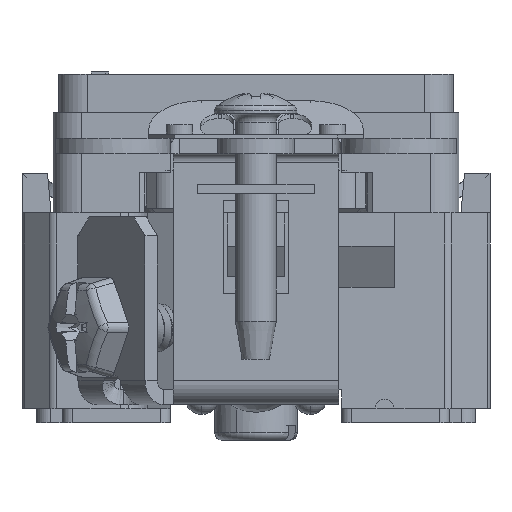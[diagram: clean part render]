
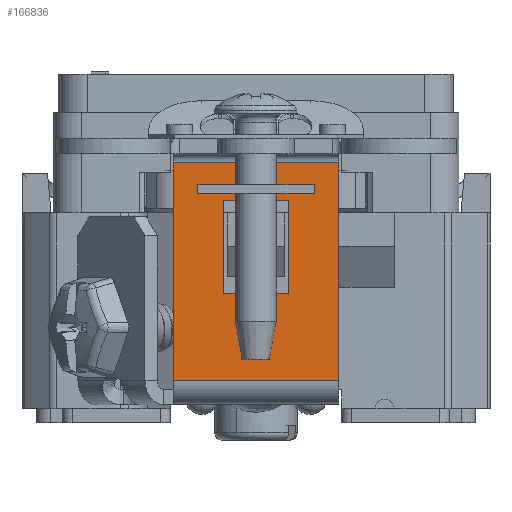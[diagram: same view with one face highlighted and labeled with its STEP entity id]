
A CAD part, front view. The second image highlights one B-rep face of the part: STEP entity #166836.
In plain terms, the highlighted planar face has unit normal (0, -1, 0).
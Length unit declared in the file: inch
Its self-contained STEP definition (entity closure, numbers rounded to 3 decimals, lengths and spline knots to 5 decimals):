
#1032 = CARTESIAN_POINT ( 'NONE',  ( 0., -1.353, 0.057 ) ) ;
#3353 = PLANE ( 'NONE',  #83007 ) ;
#8208 = LINE ( 'NONE', #84195, #166823 ) ;
#8243 = ORIENTED_EDGE ( 'NONE', *, *, #151542, .T. ) ;
#12987 = VECTOR ( 'NONE', #99240, 39.37008 ) ;
#16034 = EDGE_CURVE ( 'NONE', #86961, #192266, #8208, .T. ) ;
#17869 = LINE ( 'NONE', #119665, #38283 ) ;
#20829 = ORIENTED_EDGE ( 'NONE', *, *, #73846, .F. ) ;
#20919 = ORIENTED_EDGE ( 'NONE', *, *, #65159, .F. ) ;
#22001 = DIRECTION ( 'NONE',  ( 0., 0., 1. ) ) ;
#24709 = ORIENTED_EDGE ( 'NONE', *, *, #75264, .T. ) ;
#27439 = VERTEX_POINT ( 'NONE', #77548 ) ;
#28759 = CARTESIAN_POINT ( 'NONE',  ( 0.1075, -1.353, 0.057 ) ) ;
#32873 = EDGE_CURVE ( 'NONE', #175520, #102780, #38131, .T. ) ;
#33232 = EDGE_CURVE ( 'NONE', #192266, #87709, #172260, .T. ) ;
#36542 = CARTESIAN_POINT ( 'NONE',  ( 0.27, -1.353, 0.46 ) ) ;
#36918 = VECTOR ( 'NONE', #62645, 39.37008 ) ;
#37792 = LINE ( 'NONE', #113796, #103547 ) ;
#38131 = LINE ( 'NONE', #86516, #176307 ) ;
#38283 = VECTOR ( 'NONE', #180107, 39.37008 ) ;
#38751 = DIRECTION ( 'NONE',  ( 0., 0., -1. ) ) ;
#45036 = ORIENTED_EDGE ( 'NONE', *, *, #131459, .T. ) ;
#47037 = CARTESIAN_POINT ( 'NONE',  ( 0.27, -1.353, -0.258 ) ) ;
#47863 = CARTESIAN_POINT ( 'NONE',  ( -0.1075, -1.353, -0.258 ) ) ;
#48570 = VECTOR ( 'NONE', #90929, 39.37008 ) ;
#50924 = DIRECTION ( 'NONE',  ( 0., 0., -1. ) ) ;
#52549 = CARTESIAN_POINT ( 'NONE',  ( 0.27, -1.353, -0.263 ) ) ;
#54162 = CARTESIAN_POINT ( 'NONE',  ( 0.1075, -1.353, 0.362 ) ) ;
#55384 = ORIENTED_EDGE ( 'NONE', *, *, #103620, .F. ) ;
#56695 = VECTOR ( 'NONE', #70288, 39.37008 ) ;
#62645 = DIRECTION ( 'NONE',  ( 0., 0., -1. ) ) ;
#65159 = EDGE_CURVE ( 'NONE', #101495, #102780, #71264, .T. ) ;
#65850 = VECTOR ( 'NONE', #174193, 39.37008 ) ;
#69996 = ORIENTED_EDGE ( 'NONE', *, *, #16034, .T. ) ;
#70112 = CARTESIAN_POINT ( 'NONE',  ( 0.27, -1.353, 0.485 ) ) ;
#70288 = DIRECTION ( 'NONE',  ( -1., 0., 0. ) ) ;
#71264 = LINE ( 'NONE', #176119, #56695 ) ;
#73846 = EDGE_CURVE ( 'NONE', #133174, #78251, #169458, .T. ) ;
#75264 = EDGE_CURVE ( 'NONE', #133174, #81284, #117976, .T. ) ;
#77548 = CARTESIAN_POINT ( 'NONE',  ( -0.27, -1.353, 0.46 ) ) ;
#78251 = VERTEX_POINT ( 'NONE', #141571 ) ;
#81284 = VERTEX_POINT ( 'NONE', #54162 ) ;
#81774 = CARTESIAN_POINT ( 'NONE',  ( -0.27, -1.353, 0.335 ) ) ;
#83007 = AXIS2_PLACEMENT_3D ( 'NONE', #151693, #169466, #124856 ) ;
#84195 = CARTESIAN_POINT ( 'NONE',  ( 0.27, -1.353, 0.335 ) ) ;
#85291 = EDGE_CURVE ( 'NONE', #167528, #27439, #186321, .T. ) ;
#86516 = CARTESIAN_POINT ( 'NONE',  ( -0.27, -1.353, -0.258 ) ) ;
#86534 = VECTOR ( 'NONE', #50924, 39.37008 ) ;
#86961 = VERTEX_POINT ( 'NONE', #135133 ) ;
#87709 = VERTEX_POINT ( 'NONE', #70112 ) ;
#90929 = DIRECTION ( 'NONE',  ( 1., 0., 0. ) ) ;
#91520 = VECTOR ( 'NONE', #93316, 39.37008 ) ;
#93316 = DIRECTION ( 'NONE',  ( 0., 0., 1. ) ) ;
#95268 = CARTESIAN_POINT ( 'NONE',  ( -0.27, -1.353, -0.263 ) ) ;
#99240 = DIRECTION ( 'NONE',  ( -1., 0., 0. ) ) ;
#101495 = VERTEX_POINT ( 'NONE', #155973 ) ;
#102780 = VERTEX_POINT ( 'NONE', #166688 ) ;
#103547 = VECTOR ( 'NONE', #38751, 39.37008 ) ;
#103620 = EDGE_CURVE ( 'NONE', #78251, #188802, #161522, .T. ) ;
#107096 = FACE_BOUND ( 'NONE', #168774, .T. ) ;
#109856 = EDGE_CURVE ( 'NONE', #175520, #27439, #17869, .T. ) ;
#113796 = CARTESIAN_POINT ( 'NONE',  ( 0.1075, -1.353, -0.258 ) ) ;
#115061 = CARTESIAN_POINT ( 'NONE',  ( 0.27, -1.353, 0.485 ) ) ;
#117976 = LINE ( 'NONE', #133915, #189444 ) ;
#119665 = CARTESIAN_POINT ( 'NONE',  ( -0.27, -1.353, 0.335 ) ) ;
#121922 = FACE_OUTER_BOUND ( 'NONE', #194678, .T. ) ;
#124856 = DIRECTION ( 'NONE',  ( 0., 0., -1. ) ) ;
#128235 = ORIENTED_EDGE ( 'NONE', *, *, #32873, .T. ) ;
#131459 = EDGE_CURVE ( 'NONE', #87709, #167528, #175533, .T. ) ;
#133174 = VERTEX_POINT ( 'NONE', #165978 ) ;
#133915 = CARTESIAN_POINT ( 'NONE',  ( 0., -1.353, 0.362 ) ) ;
#135133 = CARTESIAN_POINT ( 'NONE',  ( 0.27, -1.353, 0.335 ) ) ;
#136380 = ORIENTED_EDGE ( 'NONE', *, *, #85291, .T. ) ;
#141571 = CARTESIAN_POINT ( 'NONE',  ( -0.1075, -1.353, 0.057 ) ) ;
#151542 = EDGE_CURVE ( 'NONE', #81284, #188802, #37792, .T. ) ;
#151693 = CARTESIAN_POINT ( 'NONE',  ( 0.27, -1.353, -0.258 ) ) ;
#152536 = EDGE_CURVE ( 'NONE', #101495, #86961, #184368, .T. ) ;
#155973 = CARTESIAN_POINT ( 'NONE',  ( 0.27, -1.353, -0.229 ) ) ;
#156095 = ORIENTED_EDGE ( 'NONE', *, *, #152536, .T. ) ;
#157815 = DIRECTION ( 'NONE',  ( 0., 0., -1. ) ) ;
#159605 = DIRECTION ( 'NONE',  ( 1., 0., 0. ) ) ;
#161314 = CARTESIAN_POINT ( 'NONE',  ( -0.27, -1.353, 0.485 ) ) ;
#161522 = LINE ( 'NONE', #1032, #48570 ) ;
#165978 = CARTESIAN_POINT ( 'NONE',  ( -0.1075, -1.353, 0.362 ) ) ;
#166688 = CARTESIAN_POINT ( 'NONE',  ( -0.27, -1.353, -0.229 ) ) ;
#166823 = VECTOR ( 'NONE', #22001, 39.37008 ) ;
#166836 = ADVANCED_FACE ( 'NONE', ( #121922, #107096 ), #3353, .F. ) ;
#167528 = VERTEX_POINT ( 'NONE', #161314 ) ;
#168774 = EDGE_LOOP ( 'NONE', ( #8243, #55384, #20829, #24709 ) ) ;
#169458 = LINE ( 'NONE', #47863, #36918 ) ;
#169466 = DIRECTION ( 'NONE',  ( 0., 1., 0. ) ) ;
#172260 = LINE ( 'NONE', #52549, #65850 ) ;
#174193 = DIRECTION ( 'NONE',  ( 0., 0., 1. ) ) ;
#175520 = VERTEX_POINT ( 'NONE', #81774 ) ;
#175533 = LINE ( 'NONE', #115061, #12987 ) ;
#176119 = CARTESIAN_POINT ( 'NONE',  ( -0.27, -1.353, -0.229 ) ) ;
#176307 = VECTOR ( 'NONE', #157815, 39.37008 ) ;
#179939 = ORIENTED_EDGE ( 'NONE', *, *, #33232, .T. ) ;
#180107 = DIRECTION ( 'NONE',  ( 0., 0., 1. ) ) ;
#184368 = LINE ( 'NONE', #47037, #91520 ) ;
#186321 = LINE ( 'NONE', #95268, #86534 ) ;
#188802 = VERTEX_POINT ( 'NONE', #28759 ) ;
#189444 = VECTOR ( 'NONE', #159605, 39.37008 ) ;
#192266 = VERTEX_POINT ( 'NONE', #36542 ) ;
#194615 = ORIENTED_EDGE ( 'NONE', *, *, #109856, .F. ) ;
#194678 = EDGE_LOOP ( 'NONE', ( #20919, #156095, #69996, #179939, #45036, #136380, #194615, #128235 ) ) ;
